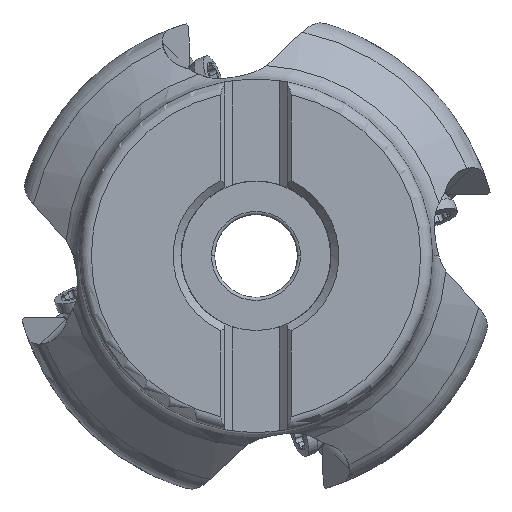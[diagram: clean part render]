
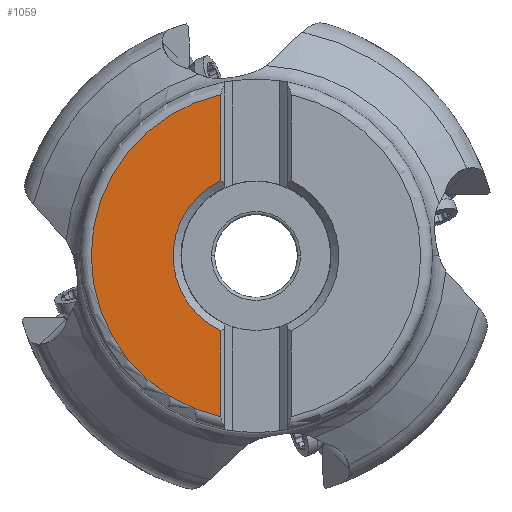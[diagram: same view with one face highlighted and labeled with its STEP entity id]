
A CAD part, top view. The second image highlights one B-rep face of the part: STEP entity #1059.
In plain terms, the highlighted planar face has unit normal (0, 0, 1).
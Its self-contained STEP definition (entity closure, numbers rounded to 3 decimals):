
#1059=ADVANCED_FACE('',(#1971),#1655,.T.);
#1655=PLANE('',#12619);
#1971=FACE_OUTER_BOUND('',#2597,.T.);
#2597=EDGE_LOOP('',(#5930,#5931,#5932,#5933,#5934));
#3297=CIRCLE('',#12610,21.);
#3298=CIRCLE('',#12611,21.);
#3302=CIRCLE('',#12617,10.56);
#3919=LINE('',#19026,#4645);
#3921=LINE('',#19056,#4647);
#4645=VECTOR('',#14421,1.);
#4647=VECTOR('',#14433,1.);
#5930=ORIENTED_EDGE('',*,*,#10445,.F.);
#5931=ORIENTED_EDGE('',*,*,#10446,.F.);
#5932=ORIENTED_EDGE('',*,*,#10433,.F.);
#5933=ORIENTED_EDGE('',*,*,#10432,.F.);
#5934=ORIENTED_EDGE('',*,*,#10438,.F.);
#9147=VERTEX_POINT('',#18964);
#9148=VERTEX_POINT('',#18965);
#9149=VERTEX_POINT('',#18967);
#9152=VERTEX_POINT('',#19027);
#9156=VERTEX_POINT('',#19053);
#10432=EDGE_CURVE('',#9147,#9148,#3297,.T.);
#10433=EDGE_CURVE('',#9148,#9149,#3298,.T.);
#10438=EDGE_CURVE('',#9152,#9147,#3919,.T.);
#10445=EDGE_CURVE('',#9156,#9152,#3302,.T.);
#10446=EDGE_CURVE('',#9149,#9156,#3921,.T.);
#12610=AXIS2_PLACEMENT_3D('',#18963,#14413,#14414);
#12611=AXIS2_PLACEMENT_3D('',#18966,#14415,#14416);
#12617=AXIS2_PLACEMENT_3D('',#19054,#14429,#14430);
#12619=AXIS2_PLACEMENT_3D('',#19057,#14434,#14435);
#14413=DIRECTION('',(0.,0.,-1.));
#14414=DIRECTION('',(-0.213,-0.977,0.));
#14415=DIRECTION('',(0.,0.,-1.));
#14416=DIRECTION('',(-1.,0.,0.));
#14421=DIRECTION('',(0.,-1.,0.));
#14429=DIRECTION('',(0.,0.,1.));
#14430=DIRECTION('',(-0.423,0.906,0.));
#14433=DIRECTION('',(0.,-1.,0.));
#14434=DIRECTION('',(0.,0.,1.));
#14435=DIRECTION('',(1.,0.,0.));
#18963=CARTESIAN_POINT('',(0.,0.,0.));
#18964=CARTESIAN_POINT('',(-4.47,-20.519,0.));
#18965=CARTESIAN_POINT('',(-21.,0.,0.));
#18966=CARTESIAN_POINT('',(0.,0.,0.));
#18967=CARTESIAN_POINT('',(-4.47,20.519,0.));
#19026=CARTESIAN_POINT('',(-4.47,-9.567,0.));
#19027=CARTESIAN_POINT('',(-4.47,-9.567,0.));
#19053=CARTESIAN_POINT('',(-4.47,9.567,0.));
#19054=CARTESIAN_POINT('',(0.,0.,0.));
#19056=CARTESIAN_POINT('',(-4.47,20.519,0.));
#19057=CARTESIAN_POINT('',(-12.735,0.,0.));
